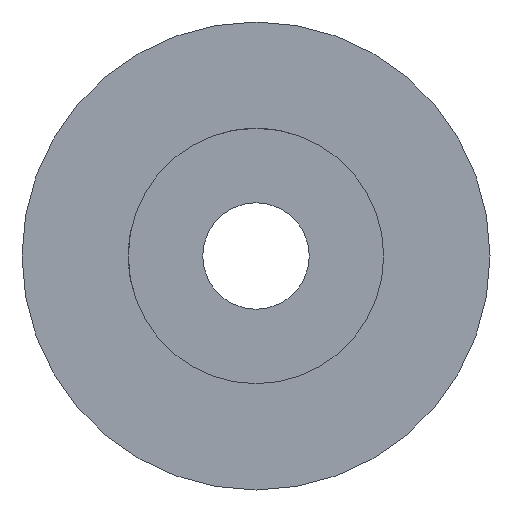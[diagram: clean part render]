
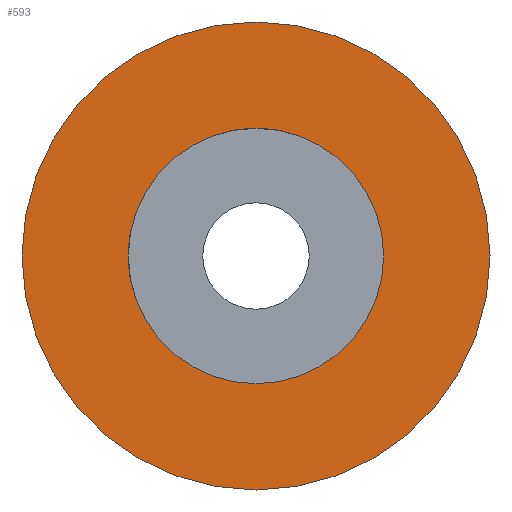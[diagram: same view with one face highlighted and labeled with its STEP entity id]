
A CAD part, left-side view. The second image highlights one B-rep face of the part: STEP entity #593.
In plain terms, the highlighted planar face has unit normal (-1, 0, 0).
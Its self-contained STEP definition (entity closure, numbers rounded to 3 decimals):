
#81 = CARTESIAN_POINT ( 'NONE',  ( 6.3, 0., 11. ) ) ;
#89 = VERTEX_POINT ( 'NONE', #81 ) ;
#103 = AXIS2_PLACEMENT_3D ( 'NONE', #263, #258, #252 ) ;
#111 = FACE_OUTER_BOUND ( 'NONE', #520, .T. ) ;
#126 = VERTEX_POINT ( 'NONE', #627 ) ;
#134 = CARTESIAN_POINT ( 'NONE',  ( 6.3, 0., -6. ) ) ;
#157 = AXIS2_PLACEMENT_3D ( 'NONE', #298, #295, #290 ) ;
#164 = CIRCLE ( 'NONE', #655, 11. ) ;
#176 = CIRCLE ( 'NONE', #157, 6. ) ;
#179 = FACE_BOUND ( 'NONE', #592, .T. ) ;
#219 = ORIENTED_EDGE ( 'NONE', *, *, #694, .F. ) ;
#252 = DIRECTION ( 'NONE',  ( 0., 0., -1. ) ) ;
#258 = DIRECTION ( 'NONE',  ( 1., 0., 0. ) ) ;
#263 = CARTESIAN_POINT ( 'NONE',  ( 6.3, 0., 0. ) ) ;
#290 = DIRECTION ( 'NONE',  ( 0., 0., -1. ) ) ;
#295 = DIRECTION ( 'NONE',  ( 1., 0., 0. ) ) ;
#298 = CARTESIAN_POINT ( 'NONE',  ( 6.3, 0., 0. ) ) ;
#340 = DIRECTION ( 'NONE',  ( 0., 0., -1. ) ) ;
#344 = DIRECTION ( 'NONE',  ( 1., 0., 0. ) ) ;
#348 = CARTESIAN_POINT ( 'NONE',  ( 6.3, 0., 0. ) ) ;
#439 = VERTEX_POINT ( 'NONE', #134 ) ;
#520 = EDGE_LOOP ( 'NONE', ( #669, #219 ) ) ;
#528 = DIRECTION ( 'NONE',  ( 0., 0., -1. ) ) ;
#536 = DIRECTION ( 'NONE',  ( 1., 0., 0. ) ) ;
#545 = CARTESIAN_POINT ( 'NONE',  ( 6.3, 0., 0. ) ) ;
#579 = VERTEX_POINT ( 'NONE', #738 ) ;
#584 = CIRCLE ( 'NONE', #751, 11. ) ;
#592 = EDGE_LOOP ( 'NONE', ( #659, #651 ) ) ;
#593 = ADVANCED_FACE ( 'NONE', ( #179, #111 ), #670, .T. ) ;
#620 = AXIS2_PLACEMENT_3D ( 'NONE', #716, #666, #658 ) ;
#622 = EDGE_CURVE ( 'NONE', #126, #89, #164, .T. ) ;
#627 = CARTESIAN_POINT ( 'NONE',  ( 6.3, 0., -11. ) ) ;
#651 = ORIENTED_EDGE ( 'NONE', *, *, #726, .T. ) ;
#655 = AXIS2_PLACEMENT_3D ( 'NONE', #545, #536, #528 ) ;
#658 = DIRECTION ( 'NONE',  ( 0., 0., 1. ) ) ;
#659 = ORIENTED_EDGE ( 'NONE', *, *, #699, .T. ) ;
#666 = DIRECTION ( 'NONE',  ( -1., 0., 0. ) ) ;
#669 = ORIENTED_EDGE ( 'NONE', *, *, #622, .F. ) ;
#670 = PLANE ( 'NONE',  #620 ) ;
#694 = EDGE_CURVE ( 'NONE', #89, #126, #584, .T. ) ;
#699 = EDGE_CURVE ( 'NONE', #439, #579, #176, .T. ) ;
#716 = CARTESIAN_POINT ( 'NONE',  ( 6.3, 11., 0. ) ) ;
#726 = EDGE_CURVE ( 'NONE', #579, #439, #740, .T. ) ;
#738 = CARTESIAN_POINT ( 'NONE',  ( 6.3, 0., 6. ) ) ;
#740 = CIRCLE ( 'NONE', #103, 6. ) ;
#751 = AXIS2_PLACEMENT_3D ( 'NONE', #348, #344, #340 ) ;
